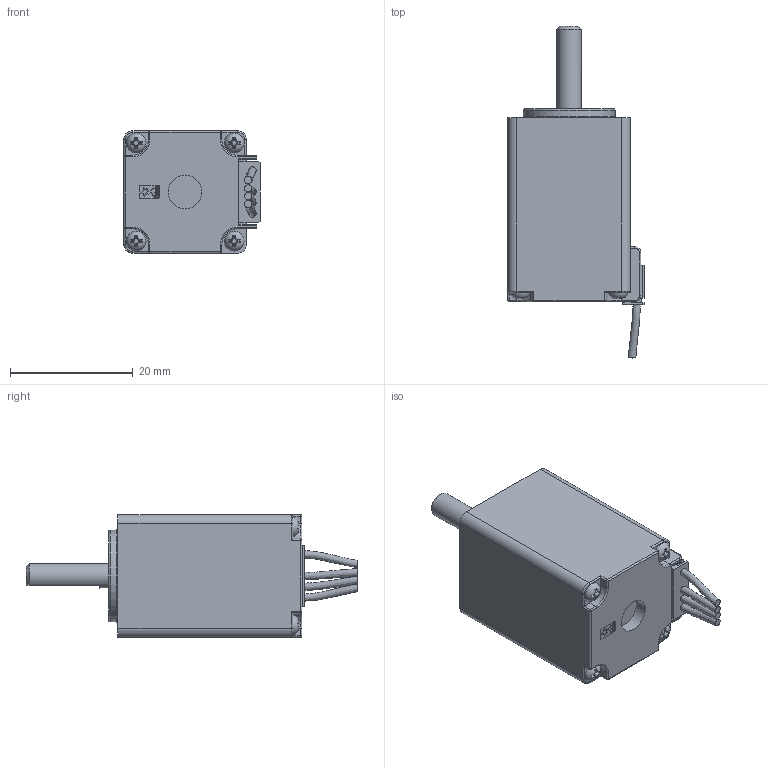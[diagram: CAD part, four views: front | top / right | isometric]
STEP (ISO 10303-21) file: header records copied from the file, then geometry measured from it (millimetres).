
FILE_DESCRIPTION(/* description */ ('STEP AP242','CAx-IF Rec.Pracs.---Representation and Presentation of Product Manufacturing Information (PMI)---4.0---2014-10-13','CAx-IF Rec.Pracs.---3D Tessellated Geometry---0.4---2014-09-14','2;1'),/* implementation_level */ '2;1');
FILE_NAME(/* name */ '651498c4d220b77060f5fcd3',/* time_stamp */ '2023-09-27T21:04:06Z',/* author */ (''),/* organization */ (''),/* preprocessor_version */ 'ST-DEVELOPER v19.4',/* originating_system */ ' ',/* authorisation */ ' ');
FILE_SCHEMA (('AP242_MANAGED_MODEL_BASED_3D_ENGINEERING_MIM_LF { 1 0 10303 442 1 1 4 }'));
Length unit declared in the file: metre
Products named in the file (1): SY20STH30-0604A
Bounding box: 22.25 x 54.15 x 20 mm (x, y, z)
Volume: 12395.3 mm3; surface area: 3876.5 mm2
Topology: 1 solids, 1 shells, 559 faces, 1472 edges, 961 vertices
Faces by surface type: plane 289, cylinder 153, bspline 78, torus 31, sphere 7, cone 1
Full cylindrical faces by diameter (mm): 1.25 x1, 2 x4, 4 x1, 5 x1, 5.5 x1, 15 x1
Entity records: 22572 total; most frequent: CARTESIAN_POINT 7564, ORIENTED_EDGE 2888, DIRECTION 2416, EDGE_CURVE 1444, VERTEX_POINT 960, LINE 808, VECTOR 808, AXIS2_PLACEMENT_3D 804
